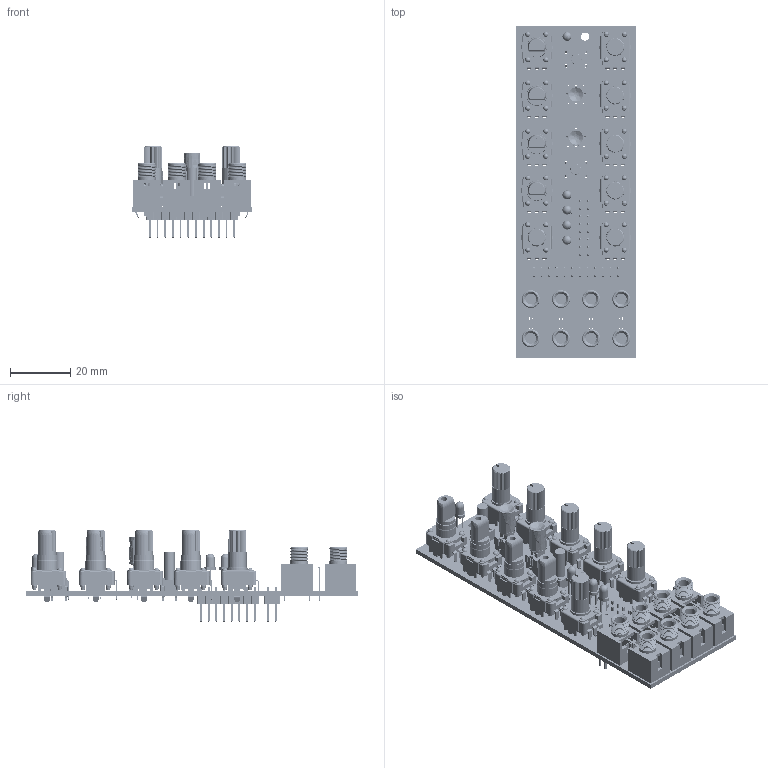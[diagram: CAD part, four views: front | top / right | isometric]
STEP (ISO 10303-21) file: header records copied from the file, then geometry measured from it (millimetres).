
FILE_DESCRIPTION(('KiCad electronic assembly'),'2;1');
FILE_NAME('front_pcb.step','2024-09-19T11:27:19',('Pcbnew'),('Kicad'), 'Open CASCADE STEP processor 7.6','KiCad to STEP converter','Unknown' );
FILE_SCHEMA(('AUTOMOTIVE_DESIGN { 1 0 10303 214 1 1 1 1 }'));
Length unit declared in the file: millimetre
Products named in the file (18): front_pcb 1; RK09D1130-F20; LP4xx1PxCxx; LP4xx1PBCxx.stp; Thonkiconn - PJ398SM; Thonkiconn - PJ398SM v10; SW_PUSH_6mm_H13mm; SW_PUSH_6mm_h13mm; R0904N-L-20KQ; R0904N-L-20KQ_Scket; LED_D3.0mm; PinHeader_2x12_P2.54mm_Vertical; PinHeader_2x12_P254mm_Vertical; PinHeader_2x08_P2.54mm_Vertical; PinHeader_2x08_P254mm_Vertical; _autosave-front_pcb_PCB
Assembly tree (38 placements, depth 3):
  front_pcb 1
    RK09D1130-F20  x4
      RK09D1130-F20
    LP4xx1PxCxx  x2
      LP4xx1PBCxx.stp
    Thonkiconn - PJ398SM  x8
      Thonkiconn - PJ398SM v10
    SW_PUSH_6mm_H13mm  x2
      SW_PUSH_6mm_h13mm
    R0904N-L-20KQ  x6
      R0904N-L-20KQ_Scket
    LED_D3.0mm  x5
      LED_D3.0mm
    PinHeader_2x12_P2.54mm_Vertical
      PinHeader_2x12_P254mm_Vertical
    PinHeader_2x08_P2.54mm_Vertical
      PinHeader_2x08_P254mm_Vertical
    _autosave-front_pcb_PCB
Bounding box: 40 x 110 x 30.27 mm (x, y, z)
Volume: 21720.1 mm3; surface area: 36454.2 mm2
Topology: 58 solids, 58 shells, 6155 faces, 16236 edges, 10436 vertices
Faces by surface type: plane 3559, cylinder 1395, bspline 874, cone 196, sphere 69, revolution 60, torus 2
Full cylindrical faces by diameter (mm): 0.9 x10, 1 x92, 1.1 x8, 1.19 x6, 1.22 x4, 1.3 x12, 1.42 x8, 1.43 x8, 1.6 x12, 1.64 x12, 2.7 x1, 3 x5, 3.5 x2, 3.6 x8, 5.351 x16, 5.927 x48, 6.05 x6, 6.11 x6, 6.92 x6
Entity records: 80967 total; most frequent: CARTESIAN_POINT 17227, ORIENTED_EDGE 12016, DIRECTION 9518, EDGE_CURVE 6008, VERTEX_POINT 3827, LINE 3804, VECTOR 3804, AXIS2_PLACEMENT_3D 2852
